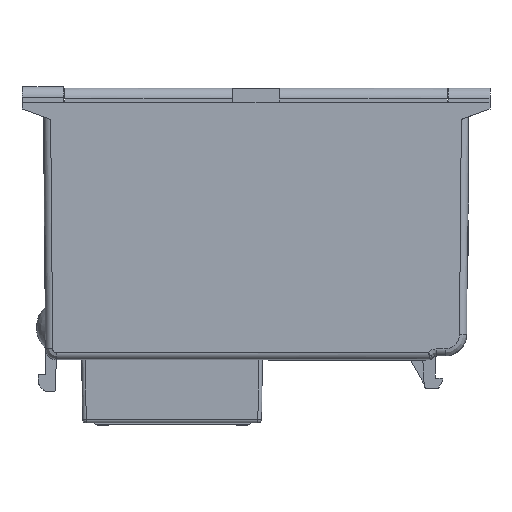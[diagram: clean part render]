
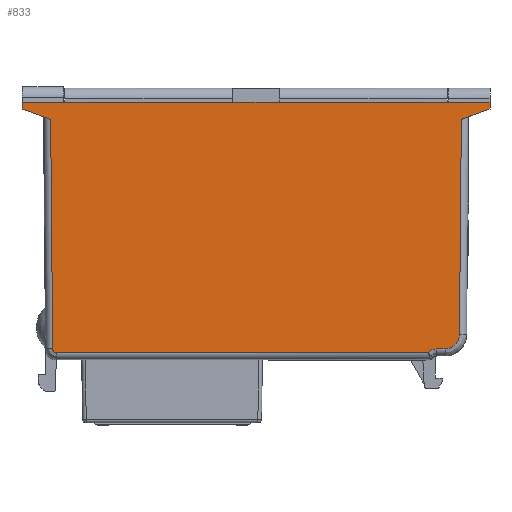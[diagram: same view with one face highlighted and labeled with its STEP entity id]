
A CAD part, left-side view. The second image highlights one B-rep face of the part: STEP entity #833.
In plain terms, the highlighted planar face has unit normal (-1, 0, -0.009).
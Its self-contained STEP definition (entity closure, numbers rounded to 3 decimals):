
#278=B_SPLINE_CURVE_WITH_KNOTS('',3,(#23984,#23985,#23986,#23987,#23988,
#23989,#23990,#23991,#23992,#23993,#23994,#23995,#23996,#23997,#23998,#23999,
#24000,#24001),.UNSPECIFIED.,.F.,.F.,(4,2,2,2,2,2,2,2,4),(0.,0.125,0.25,
0.375,0.5,0.625,0.75,0.875,1.),.UNSPECIFIED.);
#279=B_SPLINE_CURVE_WITH_KNOTS('',3,(#24005,#24006,#24007,#24008,#24009,
#24010,#24011,#24012,#24013,#24014,#24015,#24016),.UNSPECIFIED.,.F.,.F.,
(4,2,2,2,2,4),(0.,0.2,0.4,0.6,0.8,1.),.UNSPECIFIED.);
#280=B_SPLINE_CURVE_WITH_KNOTS('',3,(#24020,#24021,#24022,#24023,#24024,
#24025,#24026,#24027,#24028,#24029,#24030,#24031,#24032,#24033,#24034,#24035,
#24036,#24037,#24038,#24039),.UNSPECIFIED.,.F.,.F.,(4,2,2,2,2,2,2,2,2,4),
(0.,0.111,0.222,0.333,0.444,0.556,
0.667,0.778,0.889,1.),.UNSPECIFIED.);
#833=ADVANCED_FACE('',(#1913),#1418,.F.);
#1418=PLANE('',#17374);
#1913=FACE_OUTER_BOUND('',#2532,.T.);
#2532=EDGE_LOOP('',(#3878,#3879,#3880,#3881,#3882,#3883,#3884,#3885,#3886,
#3887,#3888,#3889,#3890,#3891));
#3878=ORIENTED_EDGE('',*,*,#10110,.F.);
#3879=ORIENTED_EDGE('',*,*,#10111,.T.);
#3880=ORIENTED_EDGE('',*,*,#10112,.F.);
#3881=ORIENTED_EDGE('',*,*,#10113,.T.);
#3882=ORIENTED_EDGE('',*,*,#10105,.F.);
#3883=ORIENTED_EDGE('',*,*,#10080,.F.);
#3884=ORIENTED_EDGE('',*,*,#10114,.T.);
#3885=ORIENTED_EDGE('',*,*,#10115,.F.);
#3886=ORIENTED_EDGE('',*,*,#10116,.F.);
#3887=ORIENTED_EDGE('',*,*,#10117,.F.);
#3888=ORIENTED_EDGE('',*,*,#10118,.F.);
#3889=ORIENTED_EDGE('',*,*,#10119,.F.);
#3890=ORIENTED_EDGE('',*,*,#10120,.F.);
#3891=ORIENTED_EDGE('',*,*,#10121,.F.);
#7787=VERTEX_POINT('',#23908);
#7788=VERTEX_POINT('',#23909);
#7806=VERTEX_POINT('',#23957);
#7812=VERTEX_POINT('',#23973);
#7813=VERTEX_POINT('',#23974);
#7814=VERTEX_POINT('',#23976);
#7815=VERTEX_POINT('',#23978);
#7816=VERTEX_POINT('',#23981);
#7817=VERTEX_POINT('',#23983);
#7818=VERTEX_POINT('',#24002);
#7819=VERTEX_POINT('',#24004);
#7820=VERTEX_POINT('',#24017);
#7821=VERTEX_POINT('',#24019);
#7822=VERTEX_POINT('',#24040);
#10080=EDGE_CURVE('',#7787,#7788,#12790,.T.);
#10105=EDGE_CURVE('',#7788,#7806,#12814,.T.);
#10110=EDGE_CURVE('',#7812,#7813,#12819,.T.);
#10111=EDGE_CURVE('',#7812,#7814,#12820,.T.);
#10112=EDGE_CURVE('',#7815,#7814,#12821,.T.);
#10113=EDGE_CURVE('',#7815,#7806,#12822,.T.);
#10114=EDGE_CURVE('',#7787,#7816,#12823,.T.);
#10115=EDGE_CURVE('',#7817,#7816,#12824,.T.);
#10116=EDGE_CURVE('',#7818,#7817,#278,.T.);
#10117=EDGE_CURVE('',#7819,#7818,#12825,.T.);
#10118=EDGE_CURVE('',#7820,#7819,#279,.T.);
#10119=EDGE_CURVE('',#7821,#7820,#12826,.T.);
#10120=EDGE_CURVE('',#7822,#7821,#280,.T.);
#10121=EDGE_CURVE('',#7813,#7822,#12827,.T.);
#12790=LINE('',#23907,#15129);
#12814=LINE('',#23962,#15153);
#12819=LINE('',#23972,#15158);
#12820=LINE('',#23975,#15159);
#12821=LINE('',#23977,#15160);
#12822=LINE('',#23979,#15161);
#12823=LINE('',#23980,#15162);
#12824=LINE('',#23982,#15163);
#12825=LINE('',#24003,#15164);
#12826=LINE('',#24018,#15165);
#12827=LINE('',#24041,#15166);
#15129=VECTOR('',#18891,1.);
#15153=VECTOR('',#18925,1.);
#15158=VECTOR('',#18934,1.);
#15159=VECTOR('',#18935,1.);
#15160=VECTOR('',#18936,1.);
#15161=VECTOR('',#18937,1.);
#15162=VECTOR('',#18938,1.);
#15163=VECTOR('',#18939,1.);
#15164=VECTOR('',#18940,1.);
#15165=VECTOR('',#18941,1.);
#15166=VECTOR('',#18942,1.);
#17374=AXIS2_PLACEMENT_3D('',#24042,#18943,#18944);
#18891=DIRECTION('',(-0.009,0.,1.));
#18925=DIRECTION('',(0.,-1.,0.));
#18934=DIRECTION('',(0.003,0.94,-0.342));
#18935=DIRECTION('',(-0.009,0.,1.));
#18936=DIRECTION('',(0.,-1.,0.));
#18937=DIRECTION('',(0.,1.,0.));
#18938=DIRECTION('',(0.003,-0.94,-0.342));
#18939=DIRECTION('',(-0.009,0.009,1.));
#18940=DIRECTION('',(0.,1.,0.));
#18941=DIRECTION('',(0.,1.,0.));
#18942=DIRECTION('',(0.009,0.009,-1.));
#18943=DIRECTION('',(1.,0.,0.009));
#18944=DIRECTION('',(0.009,0.,-1.));
#23907=CARTESIAN_POINT('',(-11.025,30.959,37.904));
#23908=CARTESIAN_POINT('',(-11.001,30.959,35.068));
#23909=CARTESIAN_POINT('',(-11.009,30.959,36.));
#23957=CARTESIAN_POINT('',(-11.009,25.124,36.));
#23962=CARTESIAN_POINT('',(-11.009,27.32,36.));
#23972=CARTESIAN_POINT('',(-10.998,-33.598,34.725));
#23973=CARTESIAN_POINT('',(-11.001,-34.541,35.068));
#23974=CARTESIAN_POINT('',(-10.988,-30.529,33.608));
#23975=CARTESIAN_POINT('',(-11.003,-34.541,35.321));
#23976=CARTESIAN_POINT('',(-11.009,-34.541,36.));
#23977=CARTESIAN_POINT('',(-11.009,27.32,36.));
#23978=CARTESIAN_POINT('',(-11.009,-28.706,36.));
#23979=CARTESIAN_POINT('',(-11.009,-28.706,36.));
#23980=CARTESIAN_POINT('',(-10.993,28.452,34.155));
#23981=CARTESIAN_POINT('',(-10.988,26.947,33.608));
#23982=CARTESIAN_POINT('',(-10.708,26.667,1.487));
#23983=CARTESIAN_POINT('',(-10.708,26.667,1.487));
#23984=CARTESIAN_POINT('',(-10.703,26.167,0.991));
#23985=CARTESIAN_POINT('',(-10.703,26.2,0.991));
#23986=CARTESIAN_POINT('',(-10.703,26.232,0.994));
#23987=CARTESIAN_POINT('',(-10.703,26.295,1.007));
#23988=CARTESIAN_POINT('',(-10.703,26.327,1.016));
#23989=CARTESIAN_POINT('',(-10.704,26.387,1.041));
#23990=CARTESIAN_POINT('',(-10.704,26.416,1.057));
#23991=CARTESIAN_POINT('',(-10.704,26.47,1.093));
#23992=CARTESIAN_POINT('',(-10.704,26.496,1.113));
#23993=CARTESIAN_POINT('',(-10.705,26.542,1.159));
#23994=CARTESIAN_POINT('',(-10.705,26.563,1.184));
#23995=CARTESIAN_POINT('',(-10.705,26.599,1.238));
#23996=CARTESIAN_POINT('',(-10.706,26.615,1.267));
#23997=CARTESIAN_POINT('',(-10.706,26.64,1.327));
#23998=CARTESIAN_POINT('',(-10.706,26.65,1.358));
#23999=CARTESIAN_POINT('',(-10.707,26.663,1.422));
#24000=CARTESIAN_POINT('',(-10.707,26.667,1.454));
#24001=CARTESIAN_POINT('',(-10.708,26.667,1.487));
#24002=CARTESIAN_POINT('',(-10.703,26.167,0.991));
#24003=CARTESIAN_POINT('',(-10.703,-25.915,0.991));
#24004=CARTESIAN_POINT('',(-10.703,-25.915,0.991));
#24005=CARTESIAN_POINT('',(-10.708,-27.033,1.491));
#24006=CARTESIAN_POINT('',(-10.708,-26.948,1.491));
#24007=CARTESIAN_POINT('',(-10.708,-26.864,1.484));
#24008=CARTESIAN_POINT('',(-10.707,-26.699,1.456));
#24009=CARTESIAN_POINT('',(-10.707,-26.617,1.435));
#24010=CARTESIAN_POINT('',(-10.707,-26.458,1.379));
#24011=CARTESIAN_POINT('',(-10.706,-26.381,1.345));
#24012=CARTESIAN_POINT('',(-10.706,-26.234,1.264));
#24013=CARTESIAN_POINT('',(-10.705,-26.164,1.217));
#24014=CARTESIAN_POINT('',(-10.704,-26.032,1.112));
#24015=CARTESIAN_POINT('',(-10.704,-25.971,1.055));
#24016=CARTESIAN_POINT('',(-10.703,-25.915,0.991));
#24017=CARTESIAN_POINT('',(-10.708,-27.033,1.491));
#24018=CARTESIAN_POINT('',(-10.708,-28.266,1.491));
#24019=CARTESIAN_POINT('',(-10.708,-28.266,1.491));
#24020=CARTESIAN_POINT('',(-10.725,-30.266,3.474));
#24021=CARTESIAN_POINT('',(-10.724,-30.265,3.357));
#24022=CARTESIAN_POINT('',(-10.723,-30.254,3.243));
#24023=CARTESIAN_POINT('',(-10.721,-30.212,3.016));
#24024=CARTESIAN_POINT('',(-10.72,-30.181,2.903));
#24025=CARTESIAN_POINT('',(-10.718,-30.1,2.686));
#24026=CARTESIAN_POINT('',(-10.717,-30.05,2.581));
#24027=CARTESIAN_POINT('',(-10.715,-29.934,2.382));
#24028=CARTESIAN_POINT('',(-10.715,-29.866,2.287));
#24029=CARTESIAN_POINT('',(-10.713,-29.717,2.11));
#24030=CARTESIAN_POINT('',(-10.712,-29.634,2.028));
#24031=CARTESIAN_POINT('',(-10.711,-29.456,1.88));
#24032=CARTESIAN_POINT('',(-10.71,-29.361,1.814));
#24033=CARTESIAN_POINT('',(-10.709,-29.16,1.699));
#24034=CARTESIAN_POINT('',(-10.709,-29.055,1.65));
#24035=CARTESIAN_POINT('',(-10.708,-28.837,1.571));
#24036=CARTESIAN_POINT('',(-10.708,-28.724,1.541));
#24037=CARTESIAN_POINT('',(-10.708,-28.497,1.501));
#24038=CARTESIAN_POINT('',(-10.708,-28.382,1.491));
#24039=CARTESIAN_POINT('',(-10.708,-28.266,1.491));
#24040=CARTESIAN_POINT('',(-10.725,-30.266,3.474));
#24041=CARTESIAN_POINT('',(-10.989,-30.53,33.79));
#24042=CARTESIAN_POINT('',(-11.003,27.32,35.321));
